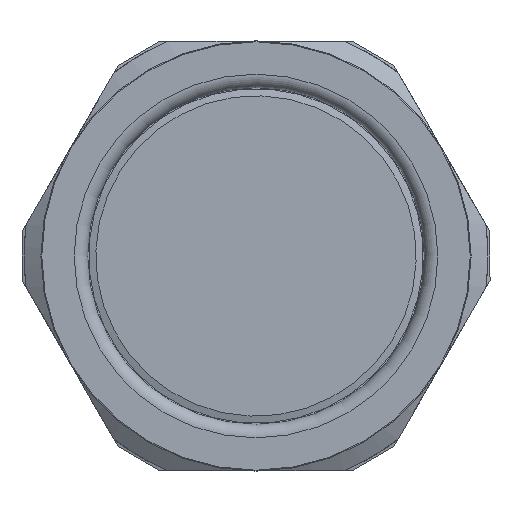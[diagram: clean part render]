
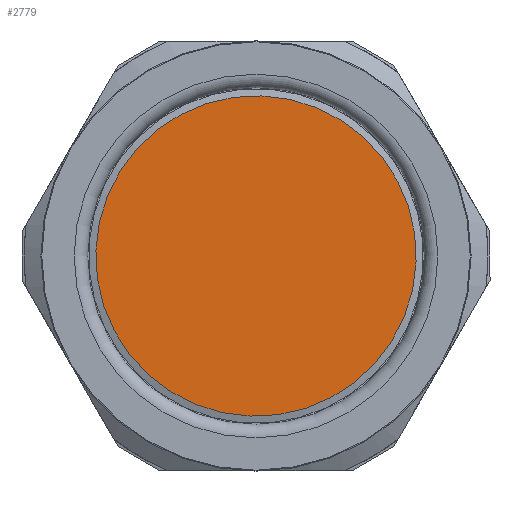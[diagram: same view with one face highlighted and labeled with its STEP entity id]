
A CAD part, left-side view. The second image highlights one B-rep face of the part: STEP entity #2779.
In plain terms, the highlighted face is planar.
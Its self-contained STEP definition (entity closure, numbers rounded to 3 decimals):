
#394=PLANE('',#3225);
#715=FACE_OUTER_BOUND('',#1036,.T.);
#1036=EDGE_LOOP('',(#2524));
#1217=CIRCLE('',#3224,35.45);
#1509=VERTEX_POINT('',#15280);
#1846=EDGE_CURVE('',#1509,#1509,#1217,.T.);
#2524=ORIENTED_EDGE('',*,*,#1846,.T.);
#2779=ADVANCED_FACE('',(#715),#394,.T.);
#3224=AXIS2_PLACEMENT_3D('',#15281,#4034,#4035);
#3225=AXIS2_PLACEMENT_3D('',#15282,#4036,#4037);
#4034=DIRECTION('center_axis',(1.,0.,0.));
#4035=DIRECTION('ref_axis',(0.,0.,-1.));
#4036=DIRECTION('center_axis',(1.,0.,0.));
#4037=DIRECTION('ref_axis',(0.,0.,-1.));
#15280=CARTESIAN_POINT('',(0.5,35.45,0.));
#15281=CARTESIAN_POINT('Origin',(0.5,0.,0.));
#15282=CARTESIAN_POINT('Origin',(0.5,0.,0.));
